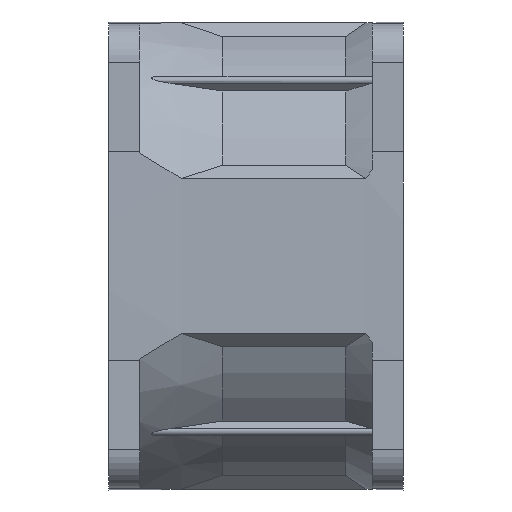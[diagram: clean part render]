
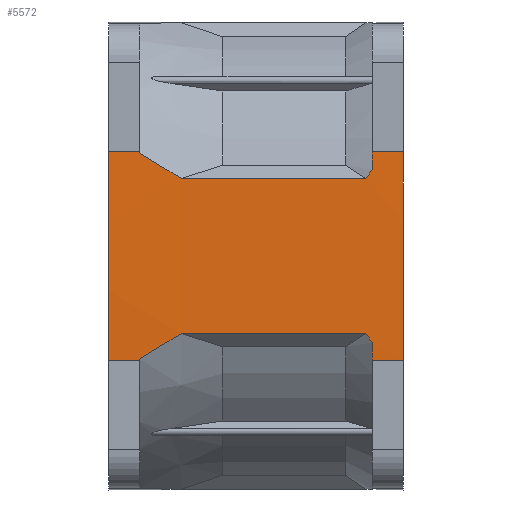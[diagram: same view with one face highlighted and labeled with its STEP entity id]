
A CAD part, left-side view. The second image highlights one B-rep face of the part: STEP entity #5572.
In plain terms, the highlighted cylindrical face has radius 451.6 mm (diameter 903.2 mm), a partial arc.
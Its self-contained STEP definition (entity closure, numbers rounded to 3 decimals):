
#78=CARTESIAN_POINT('',(421.4,15.099,0.));
#79=DIRECTION('',(0.,-1.,0.));
#80=DIRECTION('',(-1.,0.,0.03));
#81=AXIS2_PLACEMENT_3D('',#78,#79,#80);
#670=CARTESIAN_POINT('',(-30.004,11.099,-13.286));
#671=CARTESIAN_POINT('',(-30.014,10.445,-12.927));
#672=CARTESIAN_POINT('',(-30.036,9.176,-12.205));
#673=CARTESIAN_POINT('',(-30.064,7.397,-11.116));
#674=CARTESIAN_POINT('',(-30.081,6.29,-10.375));
#675=CARTESIAN_POINT('',(-30.089,5.758,-10.));
#716=DIRECTION('',(0.,-1.,0.));
#717=VECTOR('',#716,23.832);
#718=CARTESIAN_POINT('',(-30.089,5.758,10.));
#719=LINE('',#718,#717);
#720=CARTESIAN_POINT('',(-30.089,-18.074,10.));
#721=CARTESIAN_POINT('',(-30.086,-18.163,10.129));
#722=CARTESIAN_POINT('',(-30.081,-18.343,10.386));
#723=CARTESIAN_POINT('',(-30.072,-18.618,10.768));
#724=CARTESIAN_POINT('',(-30.066,-18.806,11.019));
#725=CARTESIAN_POINT('',(-30.062,-18.901,11.144));
#727=DIRECTION('',(0.,-1.,0.));
#728=VECTOR('',#727,4.);
#729=CARTESIAN_POINT('',(-30.,-18.901,13.439));
#730=LINE('',#729,#728);
#731=DIRECTION('',(0.,1.,0.));
#732=VECTOR('',#731,4.);
#733=CARTESIAN_POINT('',(-30.,-22.901,-13.439));
#734=LINE('',#733,#732);
#735=CARTESIAN_POINT('',(-30.062,-18.901,-11.144));
#736=CARTESIAN_POINT('',(-30.066,-18.806,
-11.019));
#737=CARTESIAN_POINT('',(-30.072,-18.618,
-10.768));
#738=CARTESIAN_POINT('',(-30.081,-18.343,
-10.386));
#739=CARTESIAN_POINT('',(-30.086,-18.163,
-10.129));
#740=CARTESIAN_POINT('',(-30.089,-18.074,
-10.));
#742=DIRECTION('',(0.,1.,0.));
#743=VECTOR('',#742,23.832);
#744=CARTESIAN_POINT('',(-30.089,-18.074,
-10.));
#745=LINE('',#744,#743);
#746=CARTESIAN_POINT('',(421.4,11.099,0.));
#747=DIRECTION('',(0.,-1.,0.));
#748=DIRECTION('',(-1.,0.,-0.029));
#749=AXIS2_PLACEMENT_3D('',#746,#747,#748);
#751=DIRECTION('',(0.,1.,0.));
#752=VECTOR('',#751,4.);
#753=CARTESIAN_POINT('',(-30.,11.099,-13.439));
#754=LINE('',#753,#752);
#755=DIRECTION('',(0.,-1.,0.));
#756=VECTOR('',#755,4.);
#757=CARTESIAN_POINT('',(-30.,15.099,13.439));
#758=LINE('',#757,#756);
#759=CARTESIAN_POINT('',(421.4,11.099,0.));
#760=DIRECTION('',(0.,-1.,0.));
#761=DIRECTION('',(-1.,0.,0.03));
#762=AXIS2_PLACEMENT_3D('',#759,#760,#761);
#783=CARTESIAN_POINT('',(-30.089,5.758,10.));
#784=CARTESIAN_POINT('',(-30.081,6.292,10.376));
#785=CARTESIAN_POINT('',(-30.063,7.401,11.118));
#786=CARTESIAN_POINT('',(-30.036,9.179,12.207));
#787=CARTESIAN_POINT('',(-30.014,10.446,12.928));
#788=CARTESIAN_POINT('',(-30.004,11.099,13.286));
#1621=CARTESIAN_POINT('',(421.4,-22.901,0.));
#1622=DIRECTION('',(0.,1.,0.));
#1623=DIRECTION('',(-1.,0.,-0.03));
#1624=AXIS2_PLACEMENT_3D('',#1621,#1622,#1623);
#1864=CARTESIAN_POINT('',(421.4,-18.901,0.));
#1865=DIRECTION('',(0.,-1.,0.));
#1866=DIRECTION('',(-1.,0.,-0.025));
#1867=AXIS2_PLACEMENT_3D('',#1864,#1865,#1866);
#1991=CARTESIAN_POINT('',(421.4,-18.901,0.));
#1992=DIRECTION('',(0.,-1.,0.));
#1993=DIRECTION('',(-1.,0.,0.03));
#1994=AXIS2_PLACEMENT_3D('',#1991,#1992,#1993);
#2140=CARTESIAN_POINT('',(-30.089,5.758,10.));
#3952=CARTESIAN_POINT('',(-30.,15.099,13.439));
#3953=VERTEX_POINT('',#3952);
#3954=CARTESIAN_POINT('',(-30.,15.099,-13.439));
#3955=VERTEX_POINT('',#3954);
#4042=CARTESIAN_POINT('',(-30.,-18.901,13.439));
#4043=VERTEX_POINT('',#4042);
#4044=CARTESIAN_POINT('',(-30.062,-18.901,11.144));
#4045=VERTEX_POINT('',#4044);
#4074=CARTESIAN_POINT('',(-30.062,-18.901,-11.144));
#4075=VERTEX_POINT('',#4074);
#4076=CARTESIAN_POINT('',(-30.,-18.901,-13.439));
#4077=VERTEX_POINT('',#4076);
#4148=CARTESIAN_POINT('',(-30.,-22.901,-13.439));
#4149=VERTEX_POINT('',#4148);
#4150=CARTESIAN_POINT('',(-30.,-22.901,13.439));
#4151=VERTEX_POINT('',#4150);
#4190=CARTESIAN_POINT('',(-30.003,11.099,13.289));
#4191=VERTEX_POINT('',#4190);
#4192=CARTESIAN_POINT('',(-30.,11.099,13.439));
#4193=VERTEX_POINT('',#4192);
#4202=CARTESIAN_POINT('',(-30.,11.099,-13.439));
#4203=VERTEX_POINT('',#4202);
#4204=CARTESIAN_POINT('',(-30.004,11.099,-13.289));
#4205=VERTEX_POINT('',#4204);
#4288=VERTEX_POINT('',#2140);
#4312=VERTEX_POINT('',#720);
#4345=VERTEX_POINT('',#740);
#4346=CARTESIAN_POINT('',(-30.089,5.758,-10.));
#4347=VERTEX_POINT('',#4346);
#5537=CARTESIAN_POINT('',(421.4,15.099,0.));
#5538=DIRECTION('',(0.,-1.,0.));
#5539=DIRECTION('',(0.,0.,1.));
#5540=AXIS2_PLACEMENT_3D('',#5537,#5538,#5539);
#5541=CYLINDRICAL_SURFACE('',#5540,451.6);
#5543=ORIENTED_EDGE('',*,*,#5542,.F.);
#5545=ORIENTED_EDGE('',*,*,#5544,.T.);
#5547=ORIENTED_EDGE('',*,*,#5546,.T.);
#5549=ORIENTED_EDGE('',*,*,#5548,.F.);
#5551=ORIENTED_EDGE('',*,*,#5550,.T.);
#5553=ORIENTED_EDGE('',*,*,#5552,.F.);
#5555=ORIENTED_EDGE('',*,*,#5554,.T.);
#5557=ORIENTED_EDGE('',*,*,#5556,.F.);
#5558=ORIENTED_EDGE('',*,*,#5502,.T.);
#5559=ORIENTED_EDGE('',*,*,#5532,.T.);
#5560=ORIENTED_EDGE('',*,*,#5468,.F.);
#5562=ORIENTED_EDGE('',*,*,#5561,.T.);
#5564=ORIENTED_EDGE('',*,*,#5563,.T.);
#5565=ORIENTED_EDGE('',*,*,#5061,.F.);
#5567=ORIENTED_EDGE('',*,*,#5566,.T.);
#5569=ORIENTED_EDGE('',*,*,#5568,.T.);
#5570=EDGE_LOOP('',(#5543,#5545,#5547,#5549,#5551,#5553,#5555,#5557,#5558,#5559,
#5560,#5562,#5564,#5565,#5567,#5569));
#5571=FACE_OUTER_BOUND('',#5570,.F.);
#5572=ADVANCED_FACE('',(#5571),#5541,.T.);
#82=CIRCLE('',#81,451.6);
#676=B_SPLINE_CURVE_WITH_KNOTS('',3,(#670,#671,#672,#673,#674,#675),
.UNSPECIFIED.,.F.,.F.,(4,1,1,4),(0.,0.333,0.667,1.),
.UNSPECIFIED.);
#726=B_SPLINE_CURVE_WITH_KNOTS('',3,(#720,#721,#722,#723,#724,#725),
.UNSPECIFIED.,.F.,.F.,(4,1,1,4),(0.,0.333,0.667,1.),
.UNSPECIFIED.);
#741=B_SPLINE_CURVE_WITH_KNOTS('',3,(#735,#736,#737,#738,#739,#740),
.UNSPECIFIED.,.F.,.F.,(4,1,1,4),(0.,0.333,0.667,1.),
.UNSPECIFIED.);
#750=CIRCLE('',#749,451.6);
#763=CIRCLE('',#762,451.6);
#789=B_SPLINE_CURVE_WITH_KNOTS('',3,(#783,#784,#785,#786,#787,#788),
.UNSPECIFIED.,.F.,.F.,(4,1,1,4),(0.,0.333,0.667,1.),
.UNSPECIFIED.);
#1625=CIRCLE('',#1624,451.6);
#1868=CIRCLE('',#1867,451.6);
#1995=CIRCLE('',#1994,451.6);
#5061=EDGE_CURVE('',#3953,#3955,#82,.T.);
#5468=EDGE_CURVE('',#4205,#4347,#676,.T.);
#5502=EDGE_CURVE('',#4075,#4345,#741,.T.);
#5532=EDGE_CURVE('',#4345,#4347,#745,.T.);
#5542=EDGE_CURVE('',#4288,#4191,#789,.T.);
#5544=EDGE_CURVE('',#4288,#4312,#719,.T.);
#5546=EDGE_CURVE('',#4312,#4045,#726,.T.);
#5548=EDGE_CURVE('',#4043,#4045,#1995,.T.);
#5550=EDGE_CURVE('',#4043,#4151,#730,.T.);
#5552=EDGE_CURVE('',#4149,#4151,#1625,.T.);
#5554=EDGE_CURVE('',#4149,#4077,#734,.T.);
#5556=EDGE_CURVE('',#4075,#4077,#1868,.T.);
#5561=EDGE_CURVE('',#4205,#4203,#750,.T.);
#5563=EDGE_CURVE('',#4203,#3955,#754,.T.);
#5566=EDGE_CURVE('',#3953,#4193,#758,.T.);
#5568=EDGE_CURVE('',#4193,#4191,#763,.T.);
